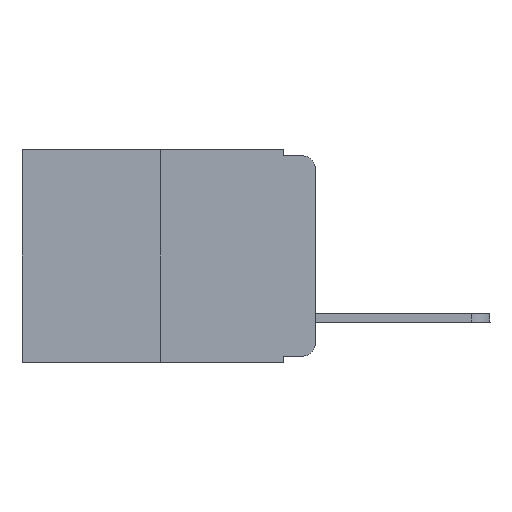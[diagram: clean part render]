
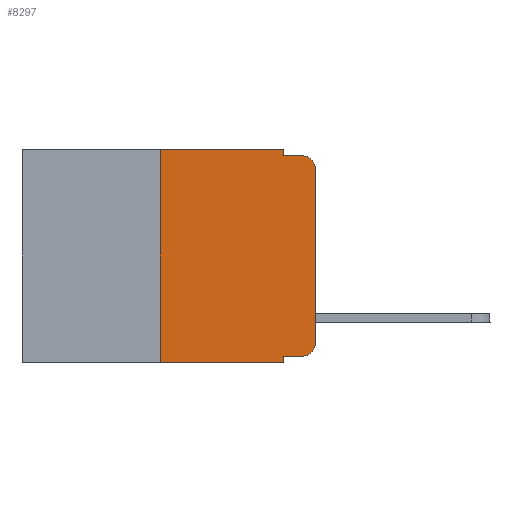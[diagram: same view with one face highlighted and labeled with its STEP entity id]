
A CAD part, left-side view. The second image highlights one B-rep face of the part: STEP entity #8297.
In plain terms, the highlighted planar face has unit normal (-1, 0, 0).
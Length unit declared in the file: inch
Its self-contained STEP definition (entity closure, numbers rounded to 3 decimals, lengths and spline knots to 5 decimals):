
#100 = FACE_OUTER_BOUND ( 'NONE', #5092, .T. ) ;
#330 = AXIS2_PLACEMENT_3D ( 'NONE', #11440, #2917, #7289 ) ;
#363 = ORIENTED_EDGE ( 'NONE', *, *, #7989, .T. ) ;
#440 = EDGE_CURVE ( 'NONE', #6368, #11129, #5620, .T. ) ;
#463 = ORIENTED_EDGE ( 'NONE', *, *, #1827, .T. ) ;
#511 = LINE ( 'NONE', #11250, #9746 ) ;
#700 = CARTESIAN_POINT ( 'NONE',  ( 0., 0.051, -0.01 ) ) ;
#1284 = LINE ( 'NONE', #4865, #5068 ) ;
#1372 = LINE ( 'NONE', #9859, #6622 ) ;
#1587 = ORIENTED_EDGE ( 'NONE', *, *, #9539, .F. ) ;
#1723 = ORIENTED_EDGE ( 'NONE', *, *, #12291, .F. ) ;
#1821 = VECTOR ( 'NONE', #12562, 39.37008 ) ;
#1827 = EDGE_CURVE ( 'NONE', #6368, #13427, #511, .T. ) ;
#1990 = VECTOR ( 'NONE', #3831, 39.37008 ) ;
#2021 = DIRECTION ( 'NONE',  ( 0., 0., 1. ) ) ;
#2274 = ORIENTED_EDGE ( 'NONE', *, *, #5083, .T. ) ;
#2467 = ORIENTED_EDGE ( 'NONE', *, *, #440, .F. ) ;
#2877 = CARTESIAN_POINT ( 'NONE',  ( 0., 0., -0.03 ) ) ;
#2917 = DIRECTION ( 'NONE',  ( -1., 0., 0. ) ) ;
#3051 = DIRECTION ( 'NONE',  ( 0., -1., 0. ) ) ;
#3139 = CARTESIAN_POINT ( 'NONE',  ( 0., 0.473, -0.343 ) ) ;
#3267 = EDGE_CURVE ( 'NONE', #11532, #8643, #1284, .T. ) ;
#3639 = DIRECTION ( 'NONE',  ( 0., 0., -1. ) ) ;
#3675 = ORIENTED_EDGE ( 'NONE', *, *, #7993, .F. ) ;
#3723 = DIRECTION ( 'NONE',  ( 1., 0., 0. ) ) ;
#3813 = CARTESIAN_POINT ( 'NONE',  ( 0., 0.051, 0. ) ) ;
#3831 = DIRECTION ( 'NONE',  ( 0., -1., 0. ) ) ;
#3833 = VECTOR ( 'NONE', #2021, 39.37008 ) ;
#3860 = CARTESIAN_POINT ( 'NONE',  ( 0., 0.051, -0.343 ) ) ;
#3890 = EDGE_CURVE ( 'NONE', #13427, #6502, #11925, .T. ) ;
#4030 = VECTOR ( 'NONE', #10496, 39.37008 ) ;
#4051 = CARTESIAN_POINT ( 'NONE',  ( 0., 0.051, 0. ) ) ;
#4162 = CARTESIAN_POINT ( 'NONE',  ( 0., 0., 0. ) ) ;
#4299 = VERTEX_POINT ( 'NONE', #2877 ) ;
#4664 = VERTEX_POINT ( 'NONE', #5488 ) ;
#4697 = CARTESIAN_POINT ( 'NONE',  ( 0., 0.051, 0. ) ) ;
#4865 = CARTESIAN_POINT ( 'NONE',  ( 0., 0.051, -0.01 ) ) ;
#5068 = VECTOR ( 'NONE', #10182, 39.37008 ) ;
#5083 = EDGE_CURVE ( 'NONE', #6970, #11129, #9096, .T. ) ;
#5092 = EDGE_LOOP ( 'NONE', ( #8087, #363, #9491, #3675, #1723, #1587, #2274, #2467, #463, #11519 ) ) ;
#5334 = CARTESIAN_POINT ( 'NONE',  ( 0., 0.02, -0.01 ) ) ;
#5377 = DIRECTION ( 'NONE',  ( -1., 0., 0. ) ) ;
#5488 = CARTESIAN_POINT ( 'NONE',  ( 0., 0.25, 0. ) ) ;
#5600 = AXIS2_PLACEMENT_3D ( 'NONE', #13060, #3723, #3639 ) ;
#5620 = LINE ( 'NONE', #4697, #9787 ) ;
#5653 = PLANE ( 'NONE',  #5600 ) ;
#6003 = CIRCLE ( 'NONE', #330, 0.02 ) ;
#6368 = VERTEX_POINT ( 'NONE', #13520 ) ;
#6502 = VERTEX_POINT ( 'NONE', #13569 ) ;
#6520 = CARTESIAN_POINT ( 'NONE',  ( 0., 0.25, -0.343 ) ) ;
#6622 = VECTOR ( 'NONE', #6910, 39.37008 ) ;
#6910 = DIRECTION ( 'NONE',  ( 0., 0., 1. ) ) ;
#6970 = VERTEX_POINT ( 'NONE', #6520 ) ;
#7289 = DIRECTION ( 'NONE',  ( 0., 0., -1. ) ) ;
#7682 = AXIS2_PLACEMENT_3D ( 'NONE', #9475, #5377, #13640 ) ;
#7989 = EDGE_CURVE ( 'NONE', #4299, #8643, #6003, .T. ) ;
#7993 = EDGE_CURVE ( 'NONE', #8448, #11532, #12492, .T. ) ;
#8087 = ORIENTED_EDGE ( 'NONE', *, *, #9184, .T. ) ;
#8297 = ADVANCED_FACE ( 'NONE', ( #100 ), #5653, .F. ) ;
#8448 = VERTEX_POINT ( 'NONE', #3813 ) ;
#8643 = VERTEX_POINT ( 'NONE', #5334 ) ;
#9000 = DIRECTION ( 'NONE',  ( 0., 0., -1. ) ) ;
#9031 = CARTESIAN_POINT ( 'NONE',  ( 0., 0.473, 0. ) ) ;
#9096 = LINE ( 'NONE', #3139, #1821 ) ;
#9184 = EDGE_CURVE ( 'NONE', #6502, #4299, #10964, .T. ) ;
#9475 = CARTESIAN_POINT ( 'NONE',  ( 0., 0.02, -0.313 ) ) ;
#9491 = ORIENTED_EDGE ( 'NONE', *, *, #3267, .F. ) ;
#9539 = EDGE_CURVE ( 'NONE', #6970, #4664, #1372, .T. ) ;
#9746 = VECTOR ( 'NONE', #3051, 39.37008 ) ;
#9787 = VECTOR ( 'NONE', #9000, 39.37008 ) ;
#9859 = CARTESIAN_POINT ( 'NONE',  ( 0., 0.25, 0. ) ) ;
#10182 = DIRECTION ( 'NONE',  ( 0., -1., 0. ) ) ;
#10496 = DIRECTION ( 'NONE',  ( 0., 0., -1. ) ) ;
#10901 = LINE ( 'NONE', #9031, #1990 ) ;
#10964 = LINE ( 'NONE', #4162, #3833 ) ;
#11129 = VERTEX_POINT ( 'NONE', #3860 ) ;
#11250 = CARTESIAN_POINT ( 'NONE',  ( 0., 0.051, -0.333 ) ) ;
#11440 = CARTESIAN_POINT ( 'NONE',  ( 0., 0.02, -0.03 ) ) ;
#11519 = ORIENTED_EDGE ( 'NONE', *, *, #3890, .T. ) ;
#11532 = VERTEX_POINT ( 'NONE', #700 ) ;
#11925 = CIRCLE ( 'NONE', #7682, 0.02 ) ;
#12291 = EDGE_CURVE ( 'NONE', #4664, #8448, #10901, .T. ) ;
#12339 = CARTESIAN_POINT ( 'NONE',  ( 0., 0.02, -0.333 ) ) ;
#12492 = LINE ( 'NONE', #4051, #4030 ) ;
#12562 = DIRECTION ( 'NONE',  ( 0., -1., 0. ) ) ;
#13060 = CARTESIAN_POINT ( 'NONE',  ( 0., 0.473, 0. ) ) ;
#13427 = VERTEX_POINT ( 'NONE', #12339 ) ;
#13520 = CARTESIAN_POINT ( 'NONE',  ( 0., 0.051, -0.333 ) ) ;
#13569 = CARTESIAN_POINT ( 'NONE',  ( 0., 0., -0.313 ) ) ;
#13640 = DIRECTION ( 'NONE',  ( 0., 0., -1. ) ) ;
